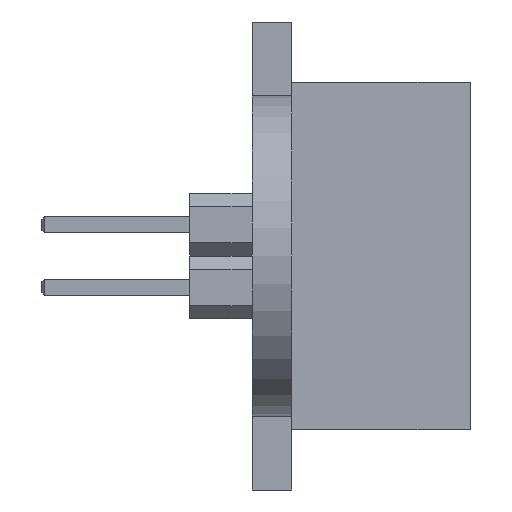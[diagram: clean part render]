
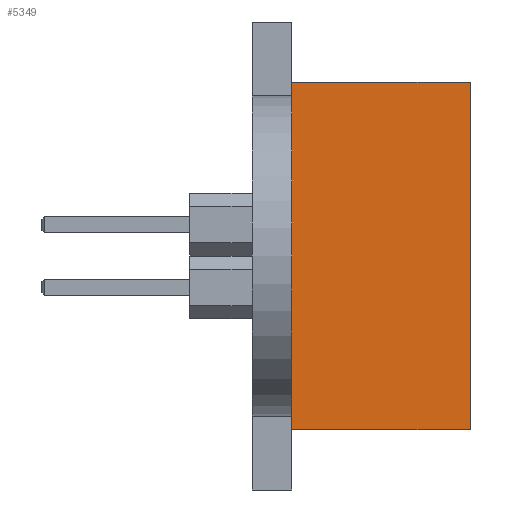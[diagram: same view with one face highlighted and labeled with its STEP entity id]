
A CAD part, left-side view. The second image highlights one B-rep face of the part: STEP entity #5349.
In plain terms, the highlighted planar face has unit normal (-1, 0, 0).
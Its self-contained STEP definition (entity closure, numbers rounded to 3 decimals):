
#348=FACE_OUTER_BOUND('',#665,.T.);
#665=EDGE_LOOP('',(#4428,#4429,#4430,#4431));
#1329=LINE('',#8316,#2003);
#1330=LINE('',#8319,#2004);
#1331=LINE('',#8321,#2005);
#1332=LINE('',#8322,#2006);
#2003=VECTOR('',#6905,10.);
#2004=VECTOR('',#6908,10.);
#2005=VECTOR('',#6909,10.);
#2006=VECTOR('',#6910,10.);
#2435=VERTEX_POINT('',#8310);
#2437=VERTEX_POINT('',#8314);
#2438=VERTEX_POINT('',#8318);
#2439=VERTEX_POINT('',#8320);
#3105=EDGE_CURVE('',#2435,#2437,#1329,.T.);
#3106=EDGE_CURVE('',#2435,#2438,#1330,.T.);
#3107=EDGE_CURVE('',#2439,#2437,#1331,.T.);
#3108=EDGE_CURVE('',#2438,#2439,#1332,.T.);
#4428=ORIENTED_EDGE('',*,*,#3106,.F.);
#4429=ORIENTED_EDGE('',*,*,#3105,.T.);
#4430=ORIENTED_EDGE('',*,*,#3107,.F.);
#4431=ORIENTED_EDGE('',*,*,#3108,.F.);
#4789=PLANE('',#5671);
#5349=ADVANCED_FACE('',(#348),#4789,.T.);
#5671=AXIS2_PLACEMENT_3D('',#8317,#6906,#6907);
#6905=DIRECTION('',(0.,-1.,0.));
#6906=DIRECTION('center_axis',(-1.,0.,0.));
#6907=DIRECTION('ref_axis',(0.,0.,-1.));
#6908=DIRECTION('',(0.,0.,1.));
#6909=DIRECTION('',(0.,0.,-1.));
#6910=DIRECTION('',(0.,-1.,0.));
#8310=CARTESIAN_POINT('',(-44.25,0.,-7.05));
#8314=CARTESIAN_POINT('',(-44.25,-7.25,-7.05));
#8316=CARTESIAN_POINT('',(-44.25,0.,-7.05));
#8317=CARTESIAN_POINT('Origin',(-44.25,0.,7.05));
#8318=CARTESIAN_POINT('',(-44.25,0.,7.05));
#8319=CARTESIAN_POINT('',(-44.25,0.,3.525));
#8320=CARTESIAN_POINT('',(-44.25,-7.25,7.05));
#8321=CARTESIAN_POINT('',(-44.25,-7.25,-7.05));
#8322=CARTESIAN_POINT('',(-44.25,0.,7.05));
